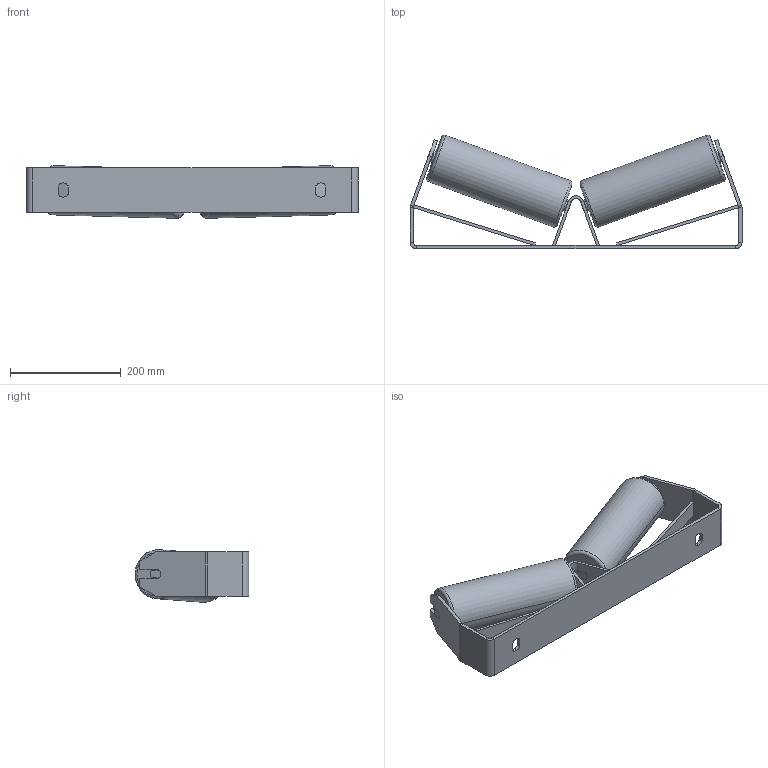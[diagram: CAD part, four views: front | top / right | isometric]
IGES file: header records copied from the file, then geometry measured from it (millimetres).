
Start section: SolidWorks IGES file using analytic representation for surfaces
Global section: file name: Support SNLM Vé 53301 E73 6 B400 20° avec pincement.igs; native system: SolidWorks 2019; preprocessor: SolidWorks 2019; author: guillaume; date: 200220.093200; units: millimetre
Bounding box: 600 x 205.56 x 95.17 mm (x, y, z)
Volume: 561745.1 mm3; surface area: 560868.2 mm2
Topology: 4 solids, 8 shells, 244 faces, 601 edges, 386 vertices
Faces by surface type: plane 173, revolution 54, bspline 17
